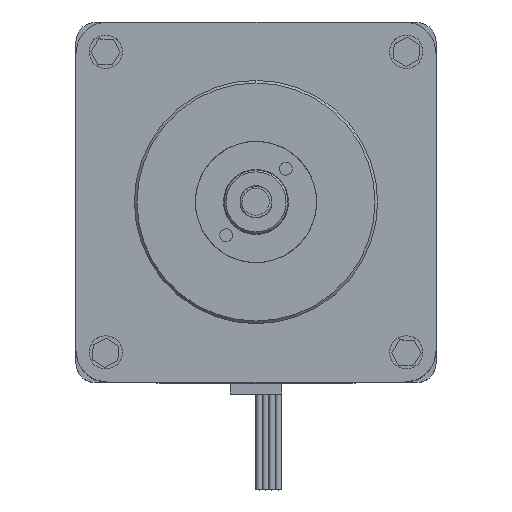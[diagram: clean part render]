
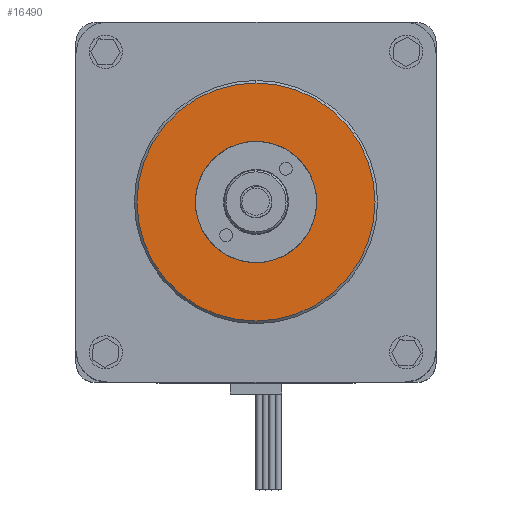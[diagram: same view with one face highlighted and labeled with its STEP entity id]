
A CAD part, top view. The second image highlights one B-rep face of the part: STEP entity #16490.
In plain terms, the highlighted planar face has unit normal (0, 0, 1).
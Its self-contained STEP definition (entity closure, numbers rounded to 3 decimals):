
#16194 = VERTEX_POINT ( 'NONE', #35177 ) ;
#16237 = VERTEX_POINT ( 'NONE', #35241 ) ;
#16245 = EDGE_CURVE ( 'NONE', #16237, #16259, #35239, .T. ) ;
#16259 = VERTEX_POINT ( 'NONE', #35267 ) ;
#16263 = VERTEX_POINT ( 'NONE', #35268 ) ;
#16265 = EDGE_CURVE ( 'NONE', #16194, #16263, #35281, .T. ) ;
#16417 = ORIENTED_EDGE ( 'NONE', *, *, #16245, .T. ) ;
#16419 = EDGE_CURVE ( 'NONE', #16259, #16237, #35697, .T. ) ;
#16423 = EDGE_LOOP ( 'NONE', ( #16431, #16417 ) ) ;
#16426 = ORIENTED_EDGE ( 'NONE', *, *, #16493, .F. ) ;
#16428 = ORIENTED_EDGE ( 'NONE', *, *, #16265, .F. ) ;
#16431 = ORIENTED_EDGE ( 'NONE', *, *, #16419, .T. ) ;
#16487 = EDGE_LOOP ( 'NONE', ( #16426, #16428 ) ) ;
#16490 = ADVANCED_FACE ( 'NONE', ( #35788, #35774 ), #35779, .T. ) ;
#16493 = EDGE_CURVE ( 'NONE', #16263, #16194, #35730, .T. ) ;
#35177 = CARTESIAN_POINT ( 'NONE',  ( -9.5, 0., 7.5 ) ) ;
#35230 = AXIS2_PLACEMENT_3D ( 'NONE', #35244, #35285, #35284 ) ;
#35239 = CIRCLE ( 'NONE', #35230, 18.65 ) ;
#35241 = CARTESIAN_POINT ( 'NONE',  ( 18.65, 0., 7.5 ) ) ;
#35244 = CARTESIAN_POINT ( 'NONE',  ( 0., 0., 7.5 ) ) ;
#35263 = CARTESIAN_POINT ( 'NONE',  ( 0., 0., 7.5 ) ) ;
#35267 = CARTESIAN_POINT ( 'NONE',  ( -18.65, 0., 7.5 ) ) ;
#35268 = CARTESIAN_POINT ( 'NONE',  ( 9.5, 0., 7.5 ) ) ;
#35281 = CIRCLE ( 'NONE', #35315, 9.5 ) ;
#35284 = DIRECTION ( 'NONE',  ( 1., 0., 0. ) ) ;
#35285 = DIRECTION ( 'NONE',  ( 0., 0., 1. ) ) ;
#35313 = DIRECTION ( 'NONE',  ( 1., 0., 0. ) ) ;
#35314 = DIRECTION ( 'NONE',  ( 0., 0., 1. ) ) ;
#35315 = AXIS2_PLACEMENT_3D ( 'NONE', #35263, #35314, #35313 ) ;
#35637 = CARTESIAN_POINT ( 'NONE',  ( 0., 0., 7.5 ) ) ;
#35638 = AXIS2_PLACEMENT_3D ( 'NONE', #35637, #35692, #35691 ) ;
#35691 = DIRECTION ( 'NONE',  ( 1., 0., 0. ) ) ;
#35692 = DIRECTION ( 'NONE',  ( 0., 0., 1. ) ) ;
#35697 = CIRCLE ( 'NONE', #35638, 18.65 ) ;
#35730 = CIRCLE ( 'NONE', #35773, 9.5 ) ;
#35763 = DIRECTION ( 'NONE',  ( 1., 0., 0. ) ) ;
#35764 = DIRECTION ( 'NONE',  ( 0., 0., 1. ) ) ;
#35769 = DIRECTION ( 'NONE',  ( 1., 0., 0. ) ) ;
#35770 = DIRECTION ( 'NONE',  ( 0., 0., 1. ) ) ;
#35771 = CARTESIAN_POINT ( 'NONE',  ( 0., 0., 7.5 ) ) ;
#35773 = AXIS2_PLACEMENT_3D ( 'NONE', #35771, #35764, #35763 ) ;
#35774 = FACE_OUTER_BOUND ( 'NONE', #16423, .T. ) ;
#35775 = CARTESIAN_POINT ( 'NONE',  ( 0., 0., 7.5 ) ) ;
#35779 = PLANE ( 'NONE',  #35787 ) ;
#35787 = AXIS2_PLACEMENT_3D ( 'NONE', #35775, #35770, #35769 ) ;
#35788 = FACE_BOUND ( 'NONE', #16487, .T. ) ;
